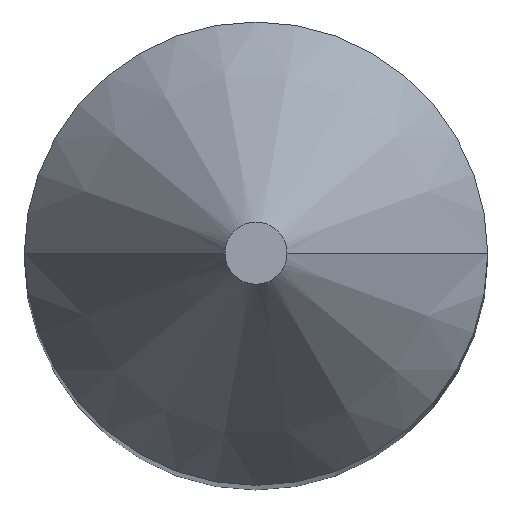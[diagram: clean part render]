
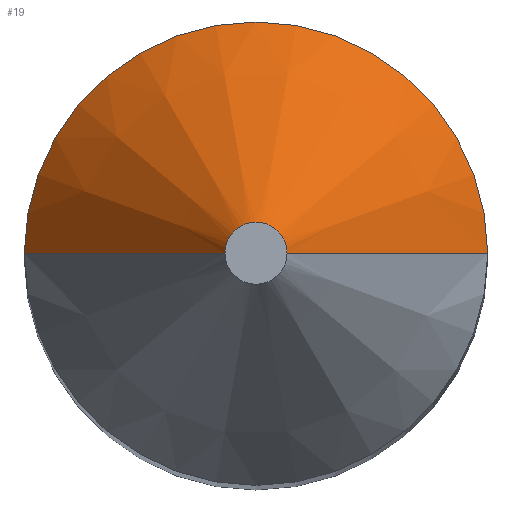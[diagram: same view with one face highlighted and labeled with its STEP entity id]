
A CAD part, top view. The second image highlights one B-rep face of the part: STEP entity #19.
In plain terms, the highlighted conical face has half-angle 33 degrees and reference radius 15 mm.
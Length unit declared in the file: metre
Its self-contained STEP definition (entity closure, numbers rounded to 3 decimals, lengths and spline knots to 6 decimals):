
#5 = CIRCLE ( 'NONE', #77, 0.015 ) ;
#7 = DIRECTION ( 'NONE',  ( 1., 0., 0. ) ) ;
#11 = VERTEX_POINT ( 'NONE', #72 ) ;
#13 = VERTEX_POINT ( 'NONE', #85 ) ;
#16 = EDGE_CURVE ( 'NONE', #175, #11, #102, .T. ) ;
#18 = DIRECTION ( 'NONE',  ( 0., 0., -1. ) ) ;
#19 = ADVANCED_FACE ( 'NONE', ( #213 ), #218, .T. ) ;
#20 = ORIENTED_EDGE ( 'NONE', *, *, #49, .T. ) ;
#31 = VECTOR ( 'NONE', #70, 1. ) ;
#33 = CARTESIAN_POINT ( 'NONE',  ( 0.015, 0., 0.17 ) ) ;
#41 = CARTESIAN_POINT ( 'NONE',  ( -0.002012, 0., 0.19 ) ) ;
#46 = ORIENTED_EDGE ( 'NONE', *, *, #133, .F. ) ;
#49 = EDGE_CURVE ( 'NONE', #11, #13, #5, .T. ) ;
#57 = CARTESIAN_POINT ( 'NONE',  ( 0.002012, 0., 0.19 ) ) ;
#61 = ORIENTED_EDGE ( 'NONE', *, *, #16, .T. ) ;
#68 = CARTESIAN_POINT ( 'NONE',  ( 0., 0., 0.17 ) ) ;
#70 = DIRECTION ( 'NONE',  ( 0.545, 0., -0.839 ) ) ;
#72 = CARTESIAN_POINT ( 'NONE',  ( 0.015, 0., 0.17 ) ) ;
#77 = AXIS2_PLACEMENT_3D ( 'NONE', #68, #92, #204 ) ;
#85 = CARTESIAN_POINT ( 'NONE',  ( -0.015, 0., 0.17 ) ) ;
#92 = DIRECTION ( 'NONE',  ( 0., 0., 1. ) ) ;
#101 = AXIS2_PLACEMENT_3D ( 'NONE', #200, #18, #216 ) ;
#102 = LINE ( 'NONE', #33, #31 ) ;
#107 = VERTEX_POINT ( 'NONE', #41 ) ;
#109 = DIRECTION ( 'NONE',  ( 0., 0., 1. ) ) ;
#110 = AXIS2_PLACEMENT_3D ( 'NONE', #202, #109, #7 ) ;
#132 = CARTESIAN_POINT ( 'NONE',  ( -0.015, 0., 0.17 ) ) ;
#133 = EDGE_CURVE ( 'NONE', #107, #13, #210, .T. ) ;
#143 = CIRCLE ( 'NONE', #110, 0.002012 ) ;
#163 = EDGE_CURVE ( 'NONE', #175, #107, #143, .T. ) ;
#170 = DIRECTION ( 'NONE',  ( -0.545, 0., -0.839 ) ) ;
#172 = VECTOR ( 'NONE', #170, 1. ) ;
#175 = VERTEX_POINT ( 'NONE', #57 ) ;
#200 = CARTESIAN_POINT ( 'NONE',  ( 0., 0., 0.17 ) ) ;
#201 = ORIENTED_EDGE ( 'NONE', *, *, #163, .F. ) ;
#202 = CARTESIAN_POINT ( 'NONE',  ( 0., 0., 0.19 ) ) ;
#204 = DIRECTION ( 'NONE',  ( 1., 0., 0. ) ) ;
#210 = LINE ( 'NONE', #132, #172 ) ;
#213 = FACE_OUTER_BOUND ( 'NONE', #219, .T. ) ;
#216 = DIRECTION ( 'NONE',  ( 1., 0., 0. ) ) ;
#218 = CONICAL_SURFACE ( 'NONE', #101, 0.015, 0.576 ) ;
#219 = EDGE_LOOP ( 'NONE', ( #46, #201, #61, #20 ) ) ;
